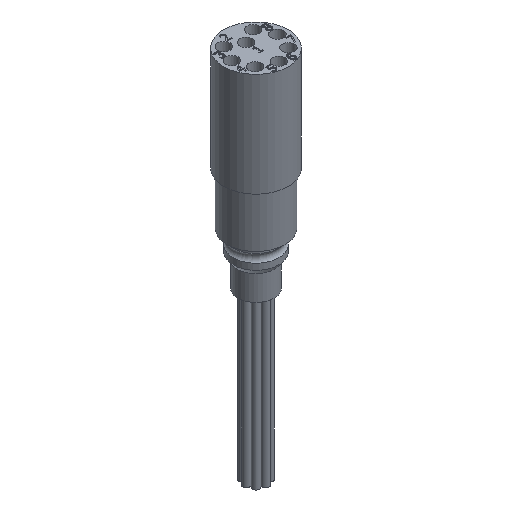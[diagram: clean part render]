
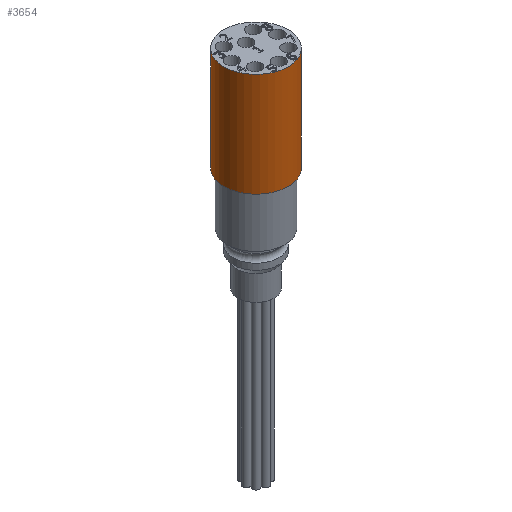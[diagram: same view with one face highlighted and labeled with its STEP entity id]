
A CAD part, isometric view. The second image highlights one B-rep face of the part: STEP entity #3654.
In plain terms, the highlighted cylindrical face has radius 7.75 mm (diameter 15.5 mm), a full revolution.
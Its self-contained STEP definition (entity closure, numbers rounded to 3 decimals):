
#37=CYLINDRICAL_SURFACE($,#3821,7.75);
#46=CIRCLE($,#3733,7.75);
#83=CIRCLE($,#3822,7.75);
#402=FACE_BOUND($,#856,.T.);
#600=FACE_OUTER_BOUND($,#855,.T.);
#855=EDGE_LOOP($,(#3179));
#856=EDGE_LOOP($,(#3180));
#1676=VERTEX_POINT($,#6343);
#1727=VERTEX_POINT($,#7911);
#2150=EDGE_CURVE($,#1676,#1676,#46,.T.);
#2213=EDGE_CURVE($,#1727,#1727,#83,.T.);
#3179=ORIENTED_EDGE($,*,*,#2150,.T.);
#3180=ORIENTED_EDGE($,*,*,#2213,.F.);
#3654=ADVANCED_FACE($,(#600,#402),#37,.T.);
#3733=AXIS2_PLACEMENT_3D($,#6344,#4223,#4224);
#3821=AXIS2_PLACEMENT_3D($,#7910,#4415,#4416);
#3822=AXIS2_PLACEMENT_3D($,#7912,#4417,#4418);
#4223=DIRECTION('center_axis',(0.,0.,-1.));
#4224=DIRECTION('ref_axis',(-1.,0.,0.));
#4415=DIRECTION('center_axis',(0.,0.,1.));
#4416=DIRECTION('ref_axis',(-1.,0.,0.));
#4417=DIRECTION('center_axis',(0.,0.,-1.));
#4418=DIRECTION('ref_axis',(-1.,0.,0.));
#6343=CARTESIAN_POINT('',(7.75,0.,25.));
#6344=CARTESIAN_POINT('Origin',(0.,0.,25.));
#7910=CARTESIAN_POINT('Origin',(0.,0.,0.));
#7911=CARTESIAN_POINT('',(7.75,0.,0.));
#7912=CARTESIAN_POINT('Origin',(0.,0.,0.));
